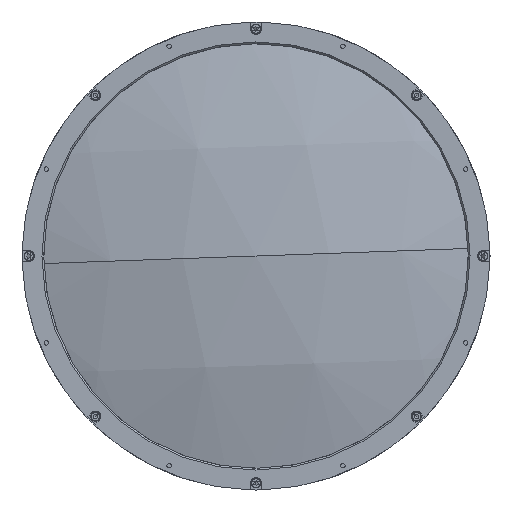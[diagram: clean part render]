
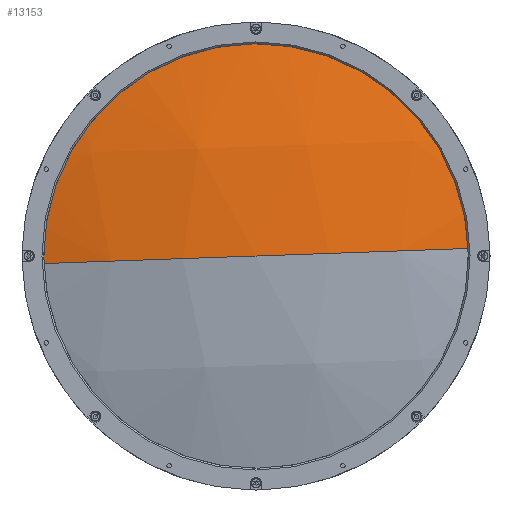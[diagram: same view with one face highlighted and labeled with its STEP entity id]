
A CAD part, left-side view. The second image highlights one B-rep face of the part: STEP entity #13153.
In plain terms, the highlighted spherical face has radius 448.8 mm.
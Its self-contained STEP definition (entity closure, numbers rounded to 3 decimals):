
#2114 = CARTESIAN_POINT ( 'NONE',  ( 14.72, 0., 0. ) ) ;
#3402 = ORIENTED_EDGE ( 'NONE', *, *, #5613, .F. ) ;
#3486 = FACE_OUTER_BOUND ( 'NONE', #10785, .T. ) ;
#3721 = DIRECTION ( 'NONE',  ( 0., 0.035, 0.999 ) ) ;
#3944 = ORIENTED_EDGE ( 'NONE', *, *, #16897, .T. ) ;
#4053 = AXIS2_PLACEMENT_3D ( 'NONE', #20141, #18575, #13930 ) ;
#5180 = VERTEX_POINT ( 'NONE', #13430 ) ;
#5613 = EDGE_CURVE ( 'NONE', #6644, #5180, #16027, .T. ) ;
#5784 = CARTESIAN_POINT ( 'NONE',  ( 14.72, -124.922, 4.429 ) ) ;
#6644 = VERTEX_POINT ( 'NONE', #5784 ) ;
#7093 = DIRECTION ( 'NONE',  ( 0., 0.035, 0.999 ) ) ;
#7905 = AXIS2_PLACEMENT_3D ( 'NONE', #2114, #13150, #3721 ) ;
#8664 = AXIS2_PLACEMENT_3D ( 'NONE', #16509, #7093, #18104 ) ;
#9168 = DIRECTION ( 'NONE',  ( 0., -0.035, -0.999 ) ) ;
#9480 = AXIS2_PLACEMENT_3D ( 'NONE', #18618, #9168, #20188 ) ;
#9566 = CARTESIAN_POINT ( 'NONE',  ( 14.72, 124.922, -4.429 ) ) ;
#9993 = VERTEX_POINT ( 'NONE', #9566 ) ;
#10785 = EDGE_LOOP ( 'NONE', ( #3944, #19899, #3402 ) ) ;
#11490 = CIRCLE ( 'NONE', #8664, 448.8 ) ;
#13150 = DIRECTION ( 'NONE',  ( -1., 0., 0. ) ) ;
#13153 = ADVANCED_FACE ( 'NONE', ( #3486 ), #18731, .T. ) ;
#13430 = CARTESIAN_POINT ( 'NONE',  ( -3.039, 0., 0. ) ) ;
#13930 = DIRECTION ( 'NONE',  ( 0., -0.999, 0.035 ) ) ;
#16027 = CIRCLE ( 'NONE', #9480, 448.8 ) ;
#16233 = EDGE_CURVE ( 'NONE', #9993, #5180, #11490, .T. ) ;
#16509 = CARTESIAN_POINT ( 'NONE',  ( 445.761, 0., 0. ) ) ;
#16897 = EDGE_CURVE ( 'NONE', #6644, #9993, #19855, .T. ) ;
#18104 = DIRECTION ( 'NONE',  ( 0., -0.999, 0.035 ) ) ;
#18575 = DIRECTION ( 'NONE',  ( 0., 0.035, 0.999 ) ) ;
#18618 = CARTESIAN_POINT ( 'NONE',  ( 445.761, 0., 0. ) ) ;
#18731 = SPHERICAL_SURFACE ( 'NONE', #4053, 448.8 ) ;
#19855 = CIRCLE ( 'NONE', #7905, 125. ) ;
#19899 = ORIENTED_EDGE ( 'NONE', *, *, #16233, .T. ) ;
#20141 = CARTESIAN_POINT ( 'NONE',  ( 445.761, 0., 0. ) ) ;
#20188 = DIRECTION ( 'NONE',  ( 0., 0.999, -0.035 ) ) ;
